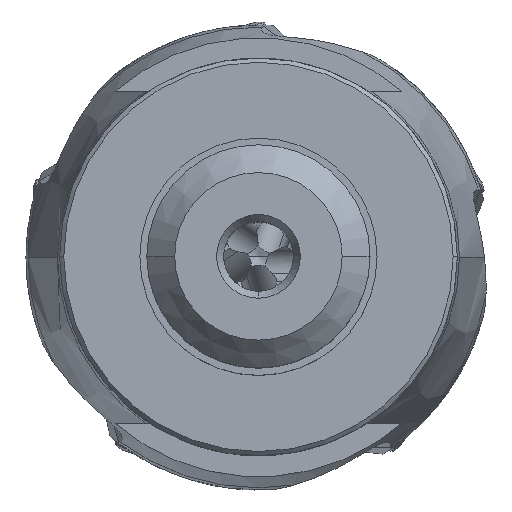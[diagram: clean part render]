
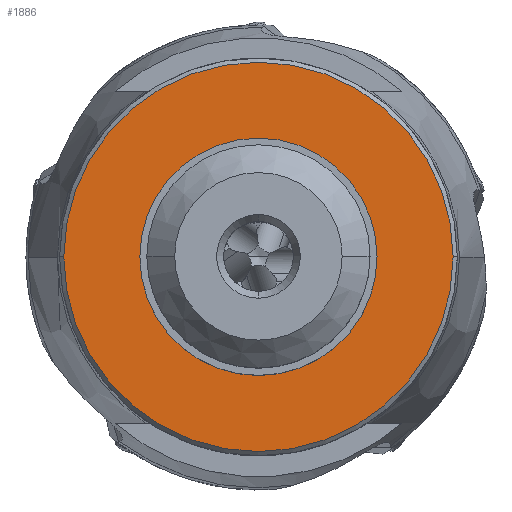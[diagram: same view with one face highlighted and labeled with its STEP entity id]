
A CAD part, top view. The second image highlights one B-rep face of the part: STEP entity #1886.
In plain terms, the highlighted planar face has unit normal (0, 0, 1).
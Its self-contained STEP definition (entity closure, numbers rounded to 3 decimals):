
#266=FACE_BOUND('',#3202,.T.);
#267=FACE_BOUND('',#3203,.T.);
#386=PLANE('',#10800);
#1886=ADVANCED_FACE('',(#266,#267),#386,.T.);
#3202=EDGE_LOOP('',(#5513,#5514,#5515,#5516));
#3203=EDGE_LOOP('',(#5517,#5518));
#3684=CIRCLE('',#10791,8.5);
#3686=CIRCLE('',#10794,8.5);
#3687=CIRCLE('',#10796,13.95);
#3688=CIRCLE('',#10797,13.95);
#3689=CIRCLE('',#10798,13.95);
#3690=CIRCLE('',#10799,13.95);
#5513=ORIENTED_EDGE('',*,*,#9003,.F.);
#5514=ORIENTED_EDGE('',*,*,#9004,.F.);
#5515=ORIENTED_EDGE('',*,*,#9005,.F.);
#5516=ORIENTED_EDGE('',*,*,#9006,.F.);
#5517=ORIENTED_EDGE('',*,*,#9000,.F.);
#5518=ORIENTED_EDGE('',*,*,#9002,.F.);
#7707=VERTEX_POINT('',#21543);
#7708=VERTEX_POINT('',#21545);
#7709=VERTEX_POINT('',#21551);
#7710=VERTEX_POINT('',#21552);
#7711=VERTEX_POINT('',#21554);
#7712=VERTEX_POINT('',#21556);
#9000=EDGE_CURVE('',#7707,#7708,#3684,.T.);
#9002=EDGE_CURVE('',#7708,#7707,#3686,.T.);
#9003=EDGE_CURVE('',#7709,#7710,#3687,.T.);
#9004=EDGE_CURVE('',#7711,#7709,#3688,.T.);
#9005=EDGE_CURVE('',#7712,#7711,#3689,.T.);
#9006=EDGE_CURVE('',#7710,#7712,#3690,.T.);
#10791=AXIS2_PLACEMENT_3D('',#21544,#12729,#12730);
#10794=AXIS2_PLACEMENT_3D('',#21548,#12735,#12736);
#10796=AXIS2_PLACEMENT_3D('',#21550,#12739,#12740);
#10797=AXIS2_PLACEMENT_3D('',#21553,#12741,#12742);
#10798=AXIS2_PLACEMENT_3D('',#21555,#12743,#12744);
#10799=AXIS2_PLACEMENT_3D('',#21557,#12745,#12746);
#10800=AXIS2_PLACEMENT_3D('',#21558,#12747,#12748);
#12729=DIRECTION('',(0.,0.,1.));
#12730=DIRECTION('',(1.,0.,0.));
#12735=DIRECTION('',(0.,0.,1.));
#12736=DIRECTION('',(-1.,0.,0.));
#12739=DIRECTION('',(0.,0.,-1.));
#12740=DIRECTION('',(0.,1.,0.));
#12741=DIRECTION('',(0.,0.,-1.));
#12742=DIRECTION('',(-1.,0.,0.));
#12743=DIRECTION('',(0.,0.,-1.));
#12744=DIRECTION('',(0.,-1.,0.));
#12745=DIRECTION('',(0.,0.,-1.));
#12746=DIRECTION('',(1.,0.,0.));
#12747=DIRECTION('',(0.,0.,1.));
#12748=DIRECTION('',(-1.,0.,0.));
#21543=CARTESIAN_POINT('',(8.5,0.,0.));
#21544=CARTESIAN_POINT('',(0.,0.,0.));
#21545=CARTESIAN_POINT('',(-8.5,0.,0.));
#21548=CARTESIAN_POINT('',(0.,0.,0.));
#21550=CARTESIAN_POINT('',(0.,0.,0.));
#21551=CARTESIAN_POINT('',(0.,13.95,0.));
#21552=CARTESIAN_POINT('',(13.95,0.,0.));
#21553=CARTESIAN_POINT('',(0.,0.,0.));
#21554=CARTESIAN_POINT('',(-13.95,0.,0.));
#21555=CARTESIAN_POINT('',(0.,0.,0.));
#21556=CARTESIAN_POINT('',(0.,-13.95,0.));
#21557=CARTESIAN_POINT('',(0.,0.,0.));
#21558=CARTESIAN_POINT('',(0.,0.,0.));
